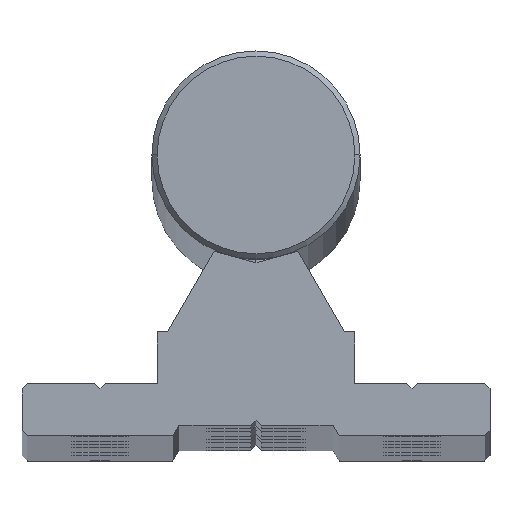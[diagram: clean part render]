
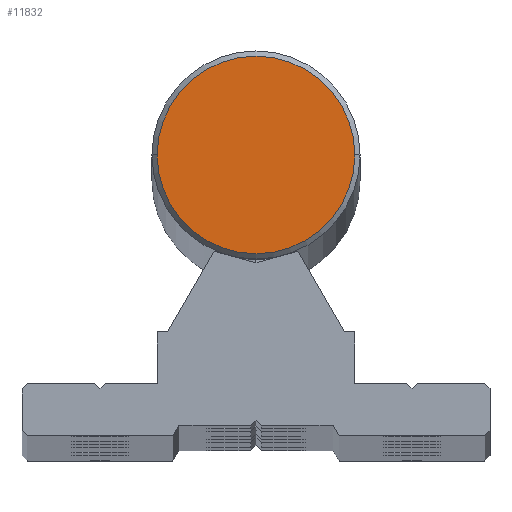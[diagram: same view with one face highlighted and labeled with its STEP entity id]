
A CAD part, top view. The second image highlights one B-rep face of the part: STEP entity #11832.
In plain terms, the highlighted planar face has unit normal (0, 0, 1).
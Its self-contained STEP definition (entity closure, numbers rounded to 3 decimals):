
#854 = EDGE_CURVE ( 'NONE', #17236, #5046, #14764, .T. ) ;
#1223 = CIRCLE ( 'NONE', #10015, 9.5 ) ;
#2308 = ORIENTED_EDGE ( 'NONE', *, *, #854, .T. ) ;
#2718 = EDGE_LOOP ( 'NONE', ( #2308, #19848 ) ) ;
#3847 = CARTESIAN_POINT ( 'NONE',  ( -9.5, 0., 695. ) ) ;
#4420 = AXIS2_PLACEMENT_3D ( 'NONE', #16295, #10227, #14761 ) ;
#4952 = CARTESIAN_POINT ( 'NONE',  ( 0., 0., 695. ) ) ;
#5046 = VERTEX_POINT ( 'NONE', #7139 ) ;
#5589 = FACE_OUTER_BOUND ( 'NONE', #2718, .T. ) ;
#5832 = DIRECTION ( 'NONE',  ( 0., 0., 1. ) ) ;
#7139 = CARTESIAN_POINT ( 'NONE',  ( 9.5, 0., 695. ) ) ;
#7846 = EDGE_CURVE ( 'NONE', #5046, #17236, #1223, .T. ) ;
#8984 = DIRECTION ( 'NONE',  ( 1., 0., 0. ) ) ;
#10015 = AXIS2_PLACEMENT_3D ( 'NONE', #4952, #17152, #11167 ) ;
#10227 = DIRECTION ( 'NONE',  ( 0., 0., 1. ) ) ;
#11167 = DIRECTION ( 'NONE',  ( 1., 0., 0. ) ) ;
#11832 = ADVANCED_FACE ( 'NONE', ( #5589 ), #14969, .T. ) ;
#14761 = DIRECTION ( 'NONE',  ( 1., 0., 0. ) ) ;
#14764 = CIRCLE ( 'NONE', #18837, 9.5 ) ;
#14969 = PLANE ( 'NONE',  #4420 ) ;
#16295 = CARTESIAN_POINT ( 'NONE',  ( 0., 0., 695. ) ) ;
#16717 = CARTESIAN_POINT ( 'NONE',  ( 0., 0., 695. ) ) ;
#17152 = DIRECTION ( 'NONE',  ( 0., 0., 1. ) ) ;
#17236 = VERTEX_POINT ( 'NONE', #3847 ) ;
#18837 = AXIS2_PLACEMENT_3D ( 'NONE', #16717, #5832, #8984 ) ;
#19848 = ORIENTED_EDGE ( 'NONE', *, *, #7846, .T. ) ;
